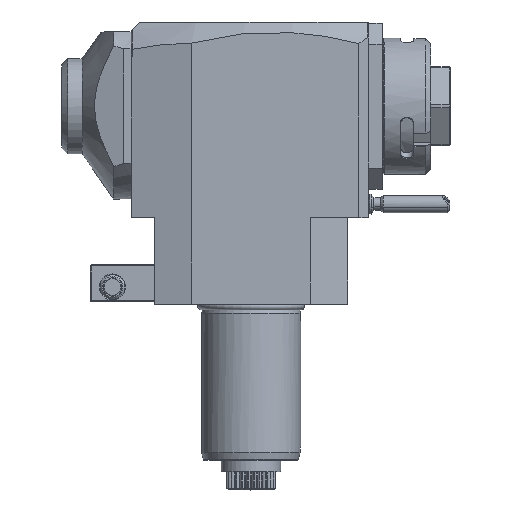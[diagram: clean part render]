
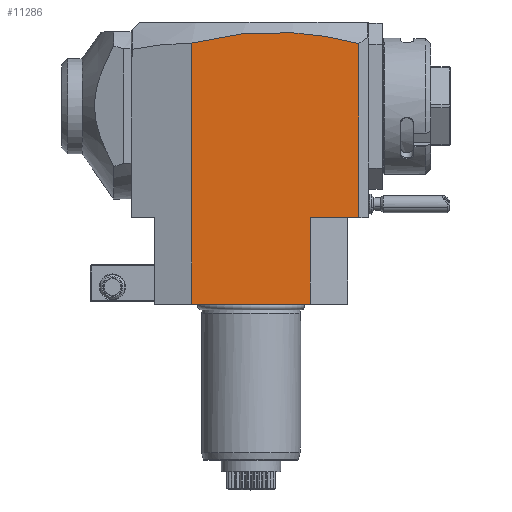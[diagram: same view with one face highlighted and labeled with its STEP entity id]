
A CAD part, top view. The second image highlights one B-rep face of the part: STEP entity #11286.
In plain terms, the highlighted planar face has unit normal (0, 0, 1).
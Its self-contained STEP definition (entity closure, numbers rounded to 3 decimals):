
#17=DIRECTION('',(-1.,0.,0.));
#18=VECTOR('',#17,48.);
#19=CARTESIAN_POINT('',(24.,0.,37.5));
#20=LINE('',#19,#18);
#71=DIRECTION('',(0.,-1.,0.));
#72=VECTOR('',#71,70.258);
#73=CARTESIAN_POINT('',(43.5,105.258,37.5));
#74=LINE('',#73,#72);
#75=DIRECTION('',(-1.,0.,0.));
#76=VECTOR('',#75,19.5);
#77=CARTESIAN_POINT('',(43.5,35.,37.5));
#78=LINE('',#77,#76);
#79=CARTESIAN_POINT('',(-24.,105.435,37.5));
#80=CARTESIAN_POINT('',(-18.371,106.939,37.5));
#81=CARTESIAN_POINT('',(-7.115,109.162,37.5));
#82=CARTESIAN_POINT('',(9.762,110.233,37.5));
#83=CARTESIAN_POINT('',(26.635,109.072,37.5));
#84=CARTESIAN_POINT('',(37.879,106.791,37.5));
#85=CARTESIAN_POINT('',(43.5,105.258,37.5));
#2265=DIRECTION('',(0.,-1.,0.));
#2266=VECTOR('',#2265,105.435);
#2267=CARTESIAN_POINT('',(-24.,105.435,37.5));
#2268=LINE('',#2267,#2266);
#5053=DIRECTION('',(0.,1.,0.));
#5054=VECTOR('',#5053,35.);
#5055=CARTESIAN_POINT('',(24.,0.,37.5));
#5056=LINE('',#5055,#5054);
#10433=VERTEX_POINT('',#79);
#10434=VERTEX_POINT('',#85);
#10782=CARTESIAN_POINT('',(43.5,35.,37.5));
#10783=VERTEX_POINT('',#10782);
#10823=CARTESIAN_POINT('',(24.,0.,37.5));
#10824=VERTEX_POINT('',#10823);
#10825=CARTESIAN_POINT('',(-24.,0.,37.5));
#10826=VERTEX_POINT('',#10825);
#11187=CARTESIAN_POINT('',(24.,35.,37.5));
#11188=VERTEX_POINT('',#11187);
#11269=CARTESIAN_POINT('',(-39.202,35.,37.5));
#11270=DIRECTION('',(0.,0.,1.));
#11271=DIRECTION('',(1.,0.,0.));
#11272=AXIS2_PLACEMENT_3D('',#11269,#11270,#11271);
#11273=PLANE('',#11272);
#11275=ORIENTED_EDGE('',*,*,#11274,.T.);
#11276=ORIENTED_EDGE('',*,*,#11251,.T.);
#11278=ORIENTED_EDGE('',*,*,#11277,.F.);
#11279=ORIENTED_EDGE('',*,*,#11204,.T.);
#11281=ORIENTED_EDGE('',*,*,#11280,.F.);
#11283=ORIENTED_EDGE('',*,*,#11282,.T.);
#11284=EDGE_LOOP('',(#11275,#11276,#11278,#11279,#11281,#11283));
#11285=FACE_OUTER_BOUND('',#11284,.F.);
#86=B_SPLINE_CURVE_WITH_KNOTS('',3,(#79,#80,#81,#82,#83,#84,#85),.UNSPECIFIED.,
.F.,.F.,(4,1,1,1,4),(0.,0.25,0.5,0.75,1.),.UNSPECIFIED.);
#11204=EDGE_CURVE('',#10824,#10826,#20,.T.);
#11251=EDGE_CURVE('',#10783,#11188,#78,.T.);
#11274=EDGE_CURVE('',#10434,#10783,#74,.T.);
#11277=EDGE_CURVE('',#10824,#11188,#5056,.T.);
#11280=EDGE_CURVE('',#10433,#10826,#2268,.T.);
#11282=EDGE_CURVE('',#10433,#10434,#86,.T.);
#11286=ADVANCED_FACE('',(#11285),#11273,.T.);
